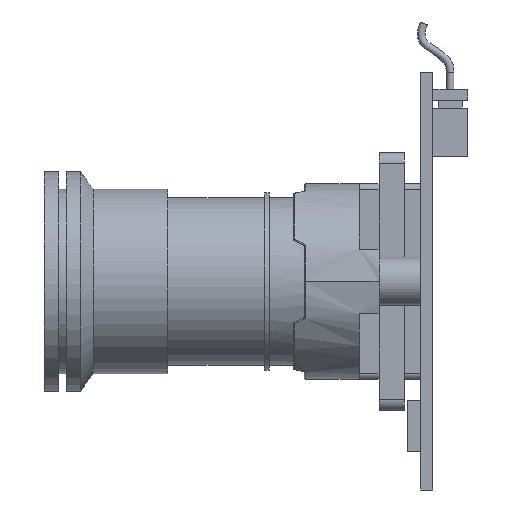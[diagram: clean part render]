
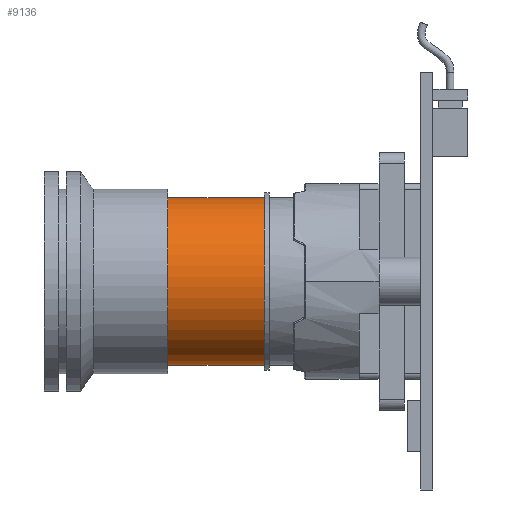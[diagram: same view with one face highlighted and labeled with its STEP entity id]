
A CAD part, left-side view. The second image highlights one B-rep face of the part: STEP entity #9136.
In plain terms, the highlighted free-form (B-spline) face has degree [2, 1] with [5, 2] control points.
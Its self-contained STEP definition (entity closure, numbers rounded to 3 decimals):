
#9076 = VERTEX_POINT('',#9077);
#9077 = CARTESIAN_POINT('',(0.,15.638,-8.083));
#9078 = VERTEX_POINT('',#9079);
#9079 = CARTESIAN_POINT('',(0.,15.638,8.083));
#9087 = EDGE_CURVE('',#9076,#9078,#9088,.T.);
#9088 = ( BOUNDED_CURVE() B_SPLINE_CURVE(2,(#9089,#9090,#9091,#9092,
#9093),.UNSPECIFIED.,.F.,.F.) B_SPLINE_CURVE_WITH_KNOTS((3,2,3),(0.,
1.571,3.142),.PIECEWISE_BEZIER_KNOTS.) CURVE() 
GEOMETRIC_REPRESENTATION_ITEM() RATIONAL_B_SPLINE_CURVE((1.,
0.707,1.,0.707,1.)) REPRESENTATION_ITEM('') );
#9089 = CARTESIAN_POINT('',(0.,15.638,-8.083));
#9090 = CARTESIAN_POINT('',(-8.083,15.638,
    -8.083));
#9091 = CARTESIAN_POINT('',(-8.083,15.638,
    0.));
#9092 = CARTESIAN_POINT('',(-8.083,15.638,
    8.083));
#9093 = CARTESIAN_POINT('',(0.,15.638,
    8.083));
#9104 = VERTEX_POINT('',#9105);
#9105 = CARTESIAN_POINT('',(0.,24.937,-8.083));
#9106 = VERTEX_POINT('',#9107);
#9107 = CARTESIAN_POINT('',(0.,24.937,8.083));
#9115 = EDGE_CURVE('',#9078,#9106,#9116,.T.);
#9116 = B_SPLINE_CURVE_WITH_KNOTS('',1,(#9117,#9118),.UNSPECIFIED.,.F.,
  .F.,(2,2),(0.,8.8),.PIECEWISE_BEZIER_KNOTS.);
#9117 = CARTESIAN_POINT('',(0.,15.638,8.083));
#9118 = CARTESIAN_POINT('',(0.,24.937,8.083));
#9121 = EDGE_CURVE('',#9076,#9104,#9122,.T.);
#9122 = B_SPLINE_CURVE_WITH_KNOTS('',1,(#9123,#9124),.UNSPECIFIED.,.F.,
  .F.,(2,2),(0.,8.8),.PIECEWISE_BEZIER_KNOTS.);
#9123 = CARTESIAN_POINT('',(0.,15.638,-8.083));
#9124 = CARTESIAN_POINT('',(0.,24.937,-8.083));
#9136 = ADVANCED_FACE('',(#9137),#9150,.T.);
#9137 = FACE_BOUND('',#9138,.T.);
#9138 = EDGE_LOOP('',(#9139,#9140,#9141,#9149));
#9139 = ORIENTED_EDGE('',*,*,#9087,.T.);
#9140 = ORIENTED_EDGE('',*,*,#9115,.T.);
#9141 = ORIENTED_EDGE('',*,*,#9142,.F.);
#9142 = EDGE_CURVE('',#9104,#9106,#9143,.T.);
#9143 = ( BOUNDED_CURVE() B_SPLINE_CURVE(2,(#9144,#9145,#9146,#9147,
#9148),.UNSPECIFIED.,.F.,.F.) B_SPLINE_CURVE_WITH_KNOTS((3,2,3),(0.,
1.571,3.142),.PIECEWISE_BEZIER_KNOTS.) CURVE() 
GEOMETRIC_REPRESENTATION_ITEM() RATIONAL_B_SPLINE_CURVE((1.,
0.707,1.,0.707,1.)) REPRESENTATION_ITEM('') );
#9144 = CARTESIAN_POINT('',(0.,24.937,-8.083));
#9145 = CARTESIAN_POINT('',(-8.083,24.937,
    -8.083));
#9146 = CARTESIAN_POINT('',(-8.083,24.937,
    0.));
#9147 = CARTESIAN_POINT('',(-8.083,24.937,
    8.083));
#9148 = CARTESIAN_POINT('',(0.,24.937,
    8.083));
#9149 = ORIENTED_EDGE('',*,*,#9121,.F.);
#9150 = ( BOUNDED_SURFACE() B_SPLINE_SURFACE(2,1,(
    (#9151,#9152)
    ,(#9153,#9154)
    ,(#9155,#9156)
    ,(#9157,#9158)
    ,(#9159,#9160
)),.UNSPECIFIED.,.F.,.F.,.F.) B_SPLINE_SURFACE_WITH_KNOTS((3,2,3),(2,2),
  (0.,1.571,3.142),(12.685,21.485),
.PIECEWISE_BEZIER_KNOTS.) GEOMETRIC_REPRESENTATION_ITEM() 
RATIONAL_B_SPLINE_SURFACE((
    (1.,1.)
    ,(0.707,0.707)
    ,(1.,1.)
    ,(0.707,0.707)
,(1.,1.))) REPRESENTATION_ITEM('') SURFACE() );
#9151 = CARTESIAN_POINT('',(0.,24.937,8.083));
#9152 = CARTESIAN_POINT('',(0.,15.638,8.083));
#9153 = CARTESIAN_POINT('',(-8.083,24.937,
    8.083));
#9154 = CARTESIAN_POINT('',(-8.083,15.638,
    8.083));
#9155 = CARTESIAN_POINT('',(-8.083,24.937,
    0.));
#9156 = CARTESIAN_POINT('',(-8.083,15.638,
    0.));
#9157 = CARTESIAN_POINT('',(-8.083,24.937,
    -8.083));
#9158 = CARTESIAN_POINT('',(-8.083,15.638,
    -8.083));
#9159 = CARTESIAN_POINT('',(0.,24.937,
    -8.083));
#9160 = CARTESIAN_POINT('',(0.,15.638,
    -8.083));
